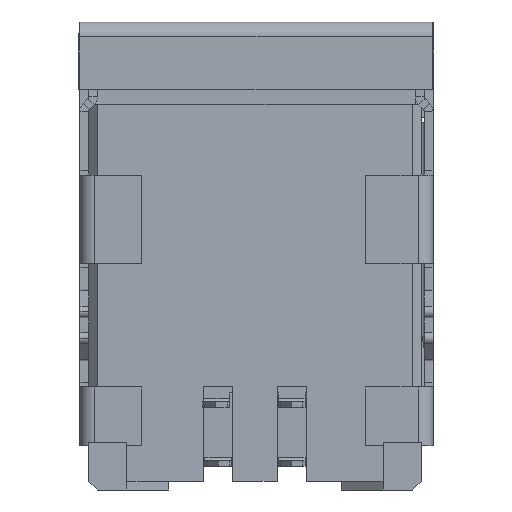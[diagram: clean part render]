
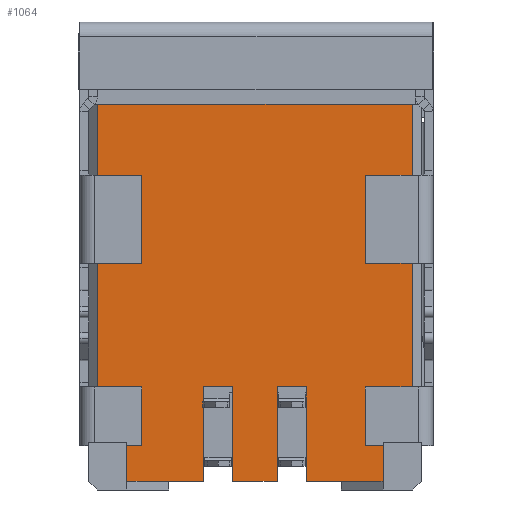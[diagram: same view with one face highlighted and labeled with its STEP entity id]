
A CAD part, front view. The second image highlights one B-rep face of the part: STEP entity #1064.
In plain terms, the highlighted planar face has unit normal (0, -1, 0).
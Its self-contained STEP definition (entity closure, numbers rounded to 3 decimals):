
#155 = DIRECTION ( 'NONE',  ( 1., 0., 0. ) ) ;
#426 = VECTOR ( 'NONE', #11557, 1000. ) ;
#475 = VERTEX_POINT ( 'NONE', #1264 ) ;
#501 = ORIENTED_EDGE ( 'NONE', *, *, #7235, .T. ) ;
#738 = DIRECTION ( 'NONE',  ( 0., -1., 0. ) ) ;
#816 = FACE_OUTER_BOUND ( 'NONE', #2793, .T. ) ;
#1016 = LINE ( 'NONE', #12321, #14827 ) ;
#1064 = ADVANCED_FACE ( 'NONE', ( #816 ), #14118, .T. ) ;
#1082 = DIRECTION ( 'NONE',  ( 0., 0., 1. ) ) ;
#1142 = ORIENTED_EDGE ( 'NONE', *, *, #10634, .T. ) ;
#1153 = CARTESIAN_POINT ( 'NONE',  ( 0.75, -4.3, 0. ) ) ;
#1158 = EDGE_CURVE ( 'NONE', #14805, #15143, #11738, .T. ) ;
#1234 = DIRECTION ( 'NONE',  ( 1., 0., 0. ) ) ;
#1264 = CARTESIAN_POINT ( 'NONE',  ( -1.75, -4.3, 0.3 ) ) ;
#1573 = VERTEX_POINT ( 'NONE', #7884 ) ;
#1632 = DIRECTION ( 'NONE',  ( 1., 0., 0. ) ) ;
#1808 = AXIS2_PLACEMENT_3D ( 'NONE', #8129, #738, #5613 ) ;
#1981 = EDGE_CURVE ( 'NONE', #2076, #9911, #14077, .T. ) ;
#2047 = DIRECTION ( 'NONE',  ( 0., 0., -1. ) ) ;
#2076 = VERTEX_POINT ( 'NONE', #4789 ) ;
#2627 = CARTESIAN_POINT ( 'NONE',  ( -0.75, -4.3, 0.3 ) ) ;
#2793 = EDGE_LOOP ( 'NONE', ( #4677, #7527, #3645, #1142, #6676, #11649, #4701, #13290, #13916, #14995, #6329, #14075, #6613, #9111, #6201, #501 ) ) ;
#2883 = CARTESIAN_POINT ( 'NONE',  ( 0.75, -4.3, 0.3 ) ) ;
#3213 = CARTESIAN_POINT ( 'NONE',  ( -5.35, -4.3, 1.6 ) ) ;
#3282 = CARTESIAN_POINT ( 'NONE',  ( 1.75, -4.3, 0. ) ) ;
#3645 = ORIENTED_EDGE ( 'NONE', *, *, #13440, .T. ) ;
#3704 = CARTESIAN_POINT ( 'NONE',  ( 0., -4.3, 0.3 ) ) ;
#3707 = VECTOR ( 'NONE', #1234, 1000. ) ;
#3925 = CARTESIAN_POINT ( 'NONE',  ( -5.35, -4.3, 13.1 ) ) ;
#3934 = CARTESIAN_POINT ( 'NONE',  ( -4.35, -4.3, 1.6 ) ) ;
#3943 = CARTESIAN_POINT ( 'NONE',  ( 1.75, -4.3, 0.3 ) ) ;
#3948 = VECTOR ( 'NONE', #14664, 1000. ) ;
#4020 = EDGE_CURVE ( 'NONE', #4299, #8286, #15427, .T. ) ;
#4078 = CARTESIAN_POINT ( 'NONE',  ( -0.75, -4.3, 3.5 ) ) ;
#4299 = VERTEX_POINT ( 'NONE', #4078 ) ;
#4440 = VECTOR ( 'NONE', #2047, 1000. ) ;
#4510 = LINE ( 'NONE', #10491, #12571 ) ;
#4630 = CARTESIAN_POINT ( 'NONE',  ( -0.75, -4.3, 0. ) ) ;
#4662 = CARTESIAN_POINT ( 'NONE',  ( 4.35, -4.3, 0. ) ) ;
#4677 = ORIENTED_EDGE ( 'NONE', *, *, #10827, .T. ) ;
#4701 = ORIENTED_EDGE ( 'NONE', *, *, #9738, .T. ) ;
#4789 = CARTESIAN_POINT ( 'NONE',  ( 1.75, -4.3, 3.5 ) ) ;
#4793 = EDGE_CURVE ( 'NONE', #12099, #5572, #14048, .T. ) ;
#4829 = EDGE_CURVE ( 'NONE', #12108, #4299, #5397, .T. ) ;
#4872 = LINE ( 'NONE', #10854, #10726 ) ;
#5219 = VECTOR ( 'NONE', #8431, 1000. ) ;
#5397 = LINE ( 'NONE', #5621, #8715 ) ;
#5470 = DIRECTION ( 'NONE',  ( 0., 0., -1. ) ) ;
#5572 = VERTEX_POINT ( 'NONE', #6450 ) ;
#5587 = CARTESIAN_POINT ( 'NONE',  ( 5.35, -4.3, 13.1 ) ) ;
#5613 = DIRECTION ( 'NONE',  ( 0., 0., -1. ) ) ;
#5621 = CARTESIAN_POINT ( 'NONE',  ( -1.75, -4.3, 3.5 ) ) ;
#5834 = EDGE_CURVE ( 'NONE', #9114, #1573, #15574, .T. ) ;
#5890 = VECTOR ( 'NONE', #1082, 1000. ) ;
#5948 = EDGE_CURVE ( 'NONE', #9911, #14805, #8934, .T. ) ;
#6117 = CARTESIAN_POINT ( 'NONE',  ( 4.35, -4.3, 1.6 ) ) ;
#6201 = ORIENTED_EDGE ( 'NONE', *, *, #1158, .T. ) ;
#6329 = ORIENTED_EDGE ( 'NONE', *, *, #5834, .T. ) ;
#6450 = CARTESIAN_POINT ( 'NONE',  ( -4.35, -4.3, 0.3 ) ) ;
#6613 = ORIENTED_EDGE ( 'NONE', *, *, #1981, .T. ) ;
#6676 = ORIENTED_EDGE ( 'NONE', *, *, #4793, .T. ) ;
#6800 = DIRECTION ( 'NONE',  ( 0., 0., 1. ) ) ;
#7235 = EDGE_CURVE ( 'NONE', #15143, #8555, #12085, .T. ) ;
#7277 = EDGE_CURVE ( 'NONE', #13437, #10329, #8101, .T. ) ;
#7527 = ORIENTED_EDGE ( 'NONE', *, *, #7277, .T. ) ;
#7747 = VECTOR ( 'NONE', #8259, 1000. ) ;
#7840 = CARTESIAN_POINT ( 'NONE',  ( -4.35, -4.3, 1.6 ) ) ;
#7884 = CARTESIAN_POINT ( 'NONE',  ( 0.75, -4.3, 3.5 ) ) ;
#7912 = VECTOR ( 'NONE', #1632, 1000. ) ;
#8093 = DIRECTION ( 'NONE',  ( 0., 0., -1. ) ) ;
#8101 = LINE ( 'NONE', #9276, #7747 ) ;
#8129 = CARTESIAN_POINT ( 'NONE',  ( 0., -4.3, 0. ) ) ;
#8259 = DIRECTION ( 'NONE',  ( -1., 0., 0. ) ) ;
#8286 = VERTEX_POINT ( 'NONE', #2627 ) ;
#8360 = LINE ( 'NONE', #3704, #5219 ) ;
#8431 = DIRECTION ( 'NONE',  ( 1., 0., 0. ) ) ;
#8530 = DIRECTION ( 'NONE',  ( 1., 0., 0. ) ) ;
#8555 = VERTEX_POINT ( 'NONE', #10480 ) ;
#8715 = VECTOR ( 'NONE', #12710, 1000. ) ;
#8934 = LINE ( 'NONE', #13746, #7912 ) ;
#9111 = ORIENTED_EDGE ( 'NONE', *, *, #5948, .T. ) ;
#9114 = VERTEX_POINT ( 'NONE', #2883 ) ;
#9276 = CARTESIAN_POINT ( 'NONE',  ( 0., -4.3, 13.1 ) ) ;
#9344 = CARTESIAN_POINT ( 'NONE',  ( -5.35, -4.3, 1.6 ) ) ;
#9529 = EDGE_CURVE ( 'NONE', #8286, #9114, #12392, .T. ) ;
#9738 = EDGE_CURVE ( 'NONE', #475, #12108, #11975, .T. ) ;
#9762 = EDGE_CURVE ( 'NONE', #5572, #475, #8360, .T. ) ;
#9856 = CARTESIAN_POINT ( 'NONE',  ( -1.75, -4.3, 0. ) ) ;
#9911 = VERTEX_POINT ( 'NONE', #3943 ) ;
#10108 = CARTESIAN_POINT ( 'NONE',  ( 0., -4.3, 0.3 ) ) ;
#10329 = VERTEX_POINT ( 'NONE', #3925 ) ;
#10480 = CARTESIAN_POINT ( 'NONE',  ( 5.35, -4.3, 1.6 ) ) ;
#10486 = VERTEX_POINT ( 'NONE', #9344 ) ;
#10491 = CARTESIAN_POINT ( 'NONE',  ( 5.35, -4.3, 15.6 ) ) ;
#10574 = DIRECTION ( 'NONE',  ( 0., 0., 1. ) ) ;
#10634 = EDGE_CURVE ( 'NONE', #10486, #12099, #1016, .T. ) ;
#10726 = VECTOR ( 'NONE', #155, 1000. ) ;
#10827 = EDGE_CURVE ( 'NONE', #8555, #13437, #4510, .T. ) ;
#10854 = CARTESIAN_POINT ( 'NONE',  ( 0.75, -4.3, 3.5 ) ) ;
#11234 = VECTOR ( 'NONE', #5470, 1000. ) ;
#11359 = DIRECTION ( 'NONE',  ( 1., 0., 0. ) ) ;
#11557 = DIRECTION ( 'NONE',  ( 0., 0., -1. ) ) ;
#11649 = ORIENTED_EDGE ( 'NONE', *, *, #9762, .T. ) ;
#11738 = LINE ( 'NONE', #4662, #14120 ) ;
#11975 = LINE ( 'NONE', #9856, #3948 ) ;
#12085 = LINE ( 'NONE', #6117, #3707 ) ;
#12099 = VERTEX_POINT ( 'NONE', #3934 ) ;
#12108 = VERTEX_POINT ( 'NONE', #14892 ) ;
#12321 = CARTESIAN_POINT ( 'NONE',  ( -5.65, -4.3, 1.6 ) ) ;
#12392 = LINE ( 'NONE', #10108, #13011 ) ;
#12571 = VECTOR ( 'NONE', #10574, 1000. ) ;
#12710 = DIRECTION ( 'NONE',  ( 1., 0., 0. ) ) ;
#12880 = VECTOR ( 'NONE', #8093, 1000. ) ;
#13011 = VECTOR ( 'NONE', #11359, 1000. ) ;
#13290 = ORIENTED_EDGE ( 'NONE', *, *, #4829, .T. ) ;
#13437 = VERTEX_POINT ( 'NONE', #5587 ) ;
#13440 = EDGE_CURVE ( 'NONE', #10329, #10486, #14006, .T. ) ;
#13447 = EDGE_CURVE ( 'NONE', #1573, #2076, #4872, .T. ) ;
#13746 = CARTESIAN_POINT ( 'NONE',  ( 0., -4.3, 0.3 ) ) ;
#13916 = ORIENTED_EDGE ( 'NONE', *, *, #4020, .T. ) ;
#14006 = LINE ( 'NONE', #3213, #4440 ) ;
#14048 = LINE ( 'NONE', #7840, #11234 ) ;
#14075 = ORIENTED_EDGE ( 'NONE', *, *, #13447, .T. ) ;
#14077 = LINE ( 'NONE', #3282, #12880 ) ;
#14118 = PLANE ( 'NONE',  #1808 ) ;
#14120 = VECTOR ( 'NONE', #6800, 1000. ) ;
#14219 = CARTESIAN_POINT ( 'NONE',  ( 4.35, -4.3, 0.3 ) ) ;
#14664 = DIRECTION ( 'NONE',  ( 0., 0., 1. ) ) ;
#14805 = VERTEX_POINT ( 'NONE', #14219 ) ;
#14827 = VECTOR ( 'NONE', #8530, 1000. ) ;
#14892 = CARTESIAN_POINT ( 'NONE',  ( -1.75, -4.3, 3.5 ) ) ;
#14995 = ORIENTED_EDGE ( 'NONE', *, *, #9529, .T. ) ;
#15076 = CARTESIAN_POINT ( 'NONE',  ( 4.35, -4.3, 1.6 ) ) ;
#15143 = VERTEX_POINT ( 'NONE', #15076 ) ;
#15427 = LINE ( 'NONE', #4630, #426 ) ;
#15574 = LINE ( 'NONE', #1153, #5890 ) ;
